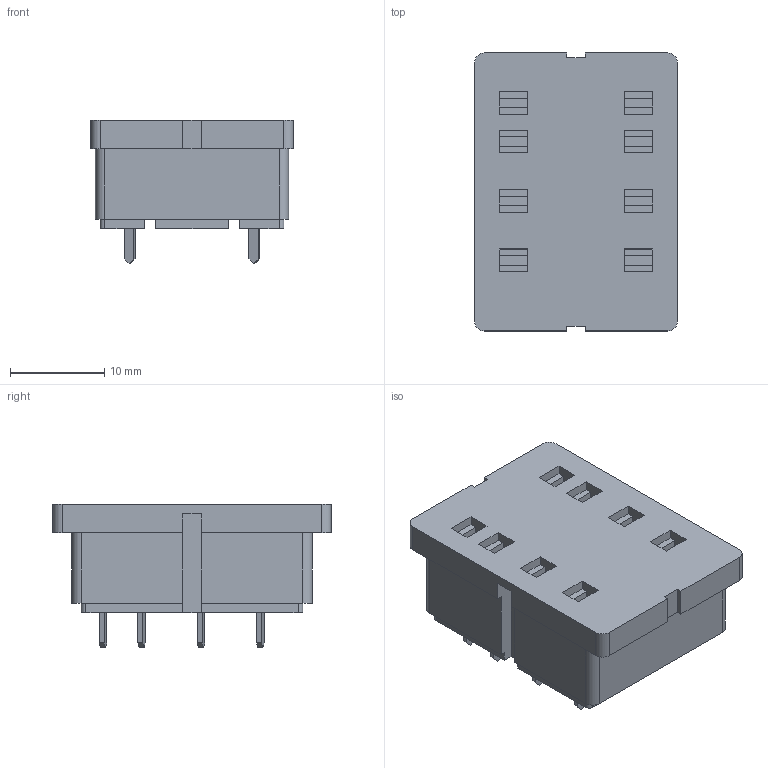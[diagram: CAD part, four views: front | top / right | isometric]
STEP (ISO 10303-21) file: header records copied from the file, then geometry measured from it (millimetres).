
FILE_DESCRIPTION((''),'2;1');
FILE_NAME('sup3d.stp','2009-02-10T15:41:12',(''),(''),'Mechanical Desktop 2009','Mechanical Desktop 2009',', , ');
FILE_SCHEMA(('AUTOMOTIVE_DESIGN { 1 2 10303 214 1 1 1 1 }'));
Length unit declared in the file: millimetre
Products named in the file (1): Product
Bounding box: 21.5 x 29.5 x 15.2 mm (x, y, z)
Volume: 5980.2 mm3; surface area: 2992.9 mm2
Topology: 9 solids, 9 shells, 187 faces, 480 edges, 320 vertices
Faces by surface type: plane 174, cylinder 12, bspline 1
Entity records: 5623 total; most frequent: CARTESIAN_POINT 991, ORIENTED_EDGE 960, DIRECTION 878, EDGE_CURVE 480, VECTOR 456, LINE 456, VERTEX_POINT 320, AXIS2_PLACEMENT_3D 211
